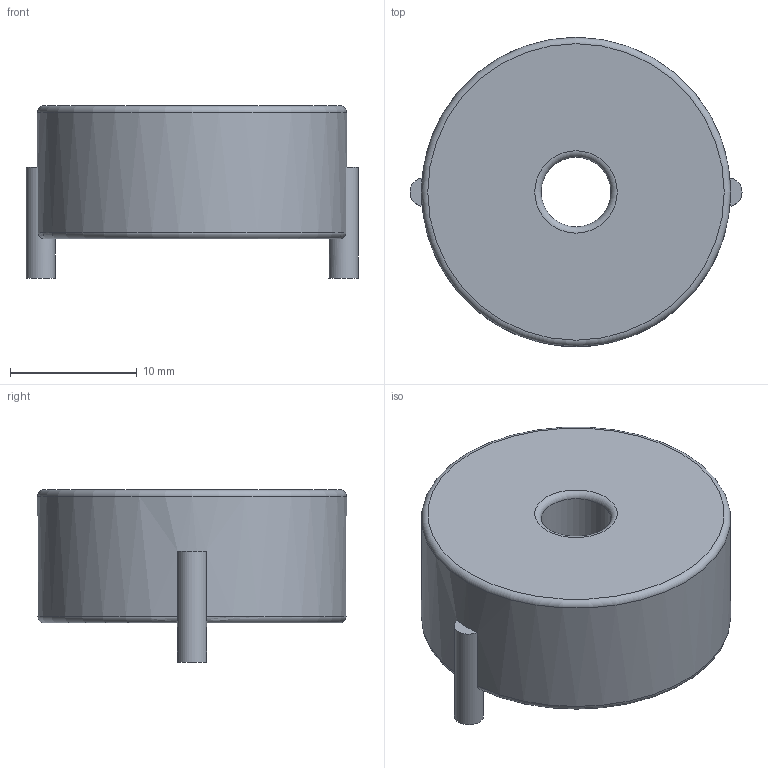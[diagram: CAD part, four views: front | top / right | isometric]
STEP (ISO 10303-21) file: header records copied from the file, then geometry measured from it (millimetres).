
FILE_DESCRIPTION(('FreeCAD Model'),'2;1');
FILE_NAME('L_Radial_D24.4mm_P23.90mm_muRATA_1400series.step','2018-01-10T12:23:48', ('kicad StepUp'),('ksu MCAD'),'Open CASCADE STEP processor 6.8', 'FreeCAD','Unknown');
FILE_SCHEMA(('AUTOMOTIVE_DESIGN_CC2 { 1 2 10303 214 -1 1 5 4 }'));
Length unit declared in the file: millimetre
Products named in the file (1): L_Radial_D24.4mm_P23.90mm_muRATA_1400series
Bounding box: 26.2 x 24.4 x 13.6 mm (x, y, z)
Volume: 4694.6 mm3; surface area: 1900.1 mm2
Topology: 1 solids, 1 shells, 14 faces, 34 edges, 22 vertices
Faces by surface type: plane 6, torus 4, cylinder 4
Full cylindrical faces by diameter (mm): 2.3 x2, 5.5 x1, 24.4 x1
Entity records: 724 total; most frequent: CARTESIAN_POINT 443, ORIENTED_EDGE 60, EDGE_CURVE 34, AXIS2_PLACEMENT_3D 25, VERTEX_POINT 22, FACE_BOUND 16, EDGE_LOOP 16, CIRCLE 16
